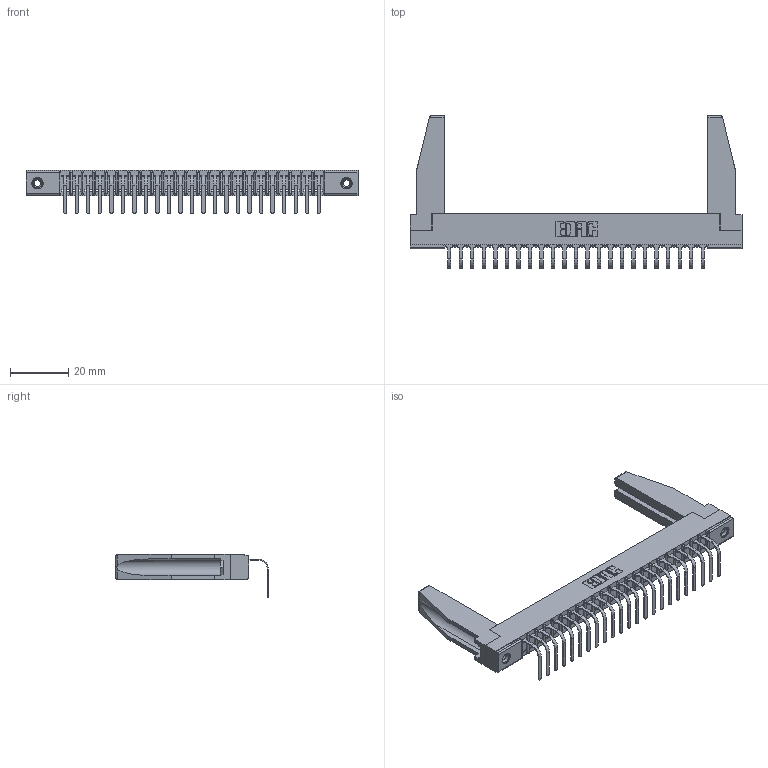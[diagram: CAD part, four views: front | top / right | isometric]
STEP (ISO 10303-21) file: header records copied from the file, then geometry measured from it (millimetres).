
FILE_DESCRIPTION (( 'STEP AP203' ), '1' );
FILE_NAME ('357-023-458-178.STEP', '2022-07-18T22:05:10', ( '' ), ( '' ), 'SwSTEP 2.0', 'SolidWorks 2020', '' );
FILE_SCHEMA (( 'CONFIG_CONTROL_DESIGN' ));
Length unit declared in the file: inch
Products named in the file (5): 345-250-001_345-250-001-102; 307-220-078; 307 Part_.156 Dia Mounting Holes; 357-023-458-178; 307-290-001_558 - 2 (Single)
Assembly tree (28 placements, depth 2):
  357-023-458-178
    307 Part_.156 Dia Mounting Holes
    307-290-001_558 - 2 (Single)  x23
    307-220-078  x2
    345-250-001_345-250-001-102  x2
Bounding box: 114.15 x 52.49 x 14.81 mm (x, y, z)
Volume: 11292.4 mm3; surface area: 15754.8 mm2
Topology: 28 solids, 28 shells, 1652 faces, 4655 edges, 2998 vertices
Faces by surface type: plane 1051, cylinder 537, sphere 48, cone 12, torus 4
Entity records: 24603 total; most frequent: CARTESIAN_POINT 4138, ORIENTED_EDGE 4080, DIRECTION 3992, EDGE_CURVE 2040, LINE 1560, VECTOR 1560, VERTEX_POINT 1320, AXIS2_PLACEMENT_3D 1216
